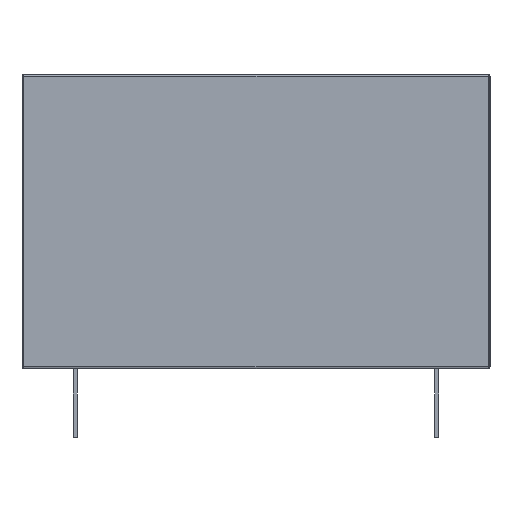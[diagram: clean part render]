
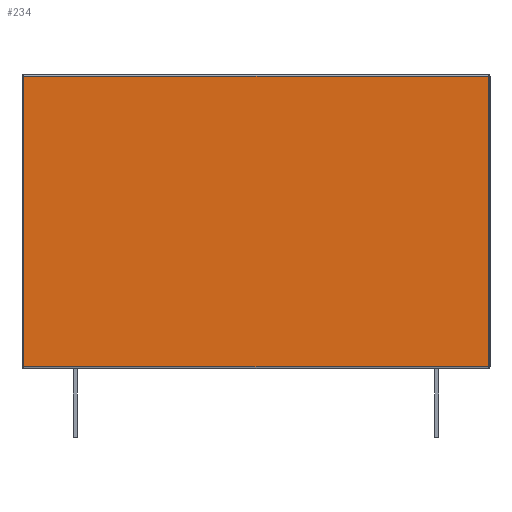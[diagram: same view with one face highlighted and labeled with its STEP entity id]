
A CAD part, left-side view. The second image highlights one B-rep face of the part: STEP entity #234.
In plain terms, the highlighted planar face has unit normal (-1, 0, 0).
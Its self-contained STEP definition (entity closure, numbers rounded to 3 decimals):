
#234 = ADVANCED_FACE( '', ( #631 ), #632, .F. );
#631 = FACE_OUTER_BOUND( '', #1218, .T. );
#632 = PLANE( '', #1219 );
#1218 = EDGE_LOOP( '', ( #1938, #1939, #1940, #1941 ) );
#1219 = AXIS2_PLACEMENT_3D( '', #1942, #1943, #1944 );
#1938 = ORIENTED_EDGE( '', *, *, #3870, .T. );
#1939 = ORIENTED_EDGE( '', *, *, #3871, .T. );
#1940 = ORIENTED_EDGE( '', *, *, #3872, .T. );
#1941 = ORIENTED_EDGE( '', *, *, #3873, .T. );
#1942 = CARTESIAN_POINT( '', ( -18.35, 13.6, 8.55 ) );
#1943 = DIRECTION( '', ( 1., 0., 0. ) );
#1944 = DIRECTION( '', ( 0., 0., -1. ) );
#3870 = EDGE_CURVE( '', #4537, #4458, #4538, .F. );
#3871 = EDGE_CURVE( '', #4458, #4539, #4540, .T. );
#3872 = EDGE_CURVE( '', #4539, #4541, #4542, .T. );
#3873 = EDGE_CURVE( '', #4541, #4537, #4543, .F. );
#4458 = VERTEX_POINT( '', #5468 );
#4537 = VERTEX_POINT( '', #5647 );
#4538 = LINE( '', #5648, #5649 );
#4539 = VERTEX_POINT( '', #5650 );
#4540 = LINE( '', #5651, #5652 );
#4541 = VERTEX_POINT( '', #5653 );
#4542 = LINE( '', #5654, #5655 );
#4543 = LINE( '', #5656, #5657 );
#5468 = CARTESIAN_POINT( '', ( -18.35, 13.5, 8.45 ) );
#5647 = CARTESIAN_POINT( '', ( -18.35, -13.5, 8.45 ) );
#5648 = CARTESIAN_POINT( '', ( -18.35, 13.6, 8.45 ) );
#5649 = VECTOR( '', #7614, 1000. );
#5650 = CARTESIAN_POINT( '', ( -18.35, 13.5, -8.45 ) );
#5651 = CARTESIAN_POINT( '', ( -18.35, 13.5, 8.55 ) );
#5652 = VECTOR( '', #7615, 1000. );
#5653 = CARTESIAN_POINT( '', ( -18.35, -13.5, -8.45 ) );
#5654 = CARTESIAN_POINT( '', ( -18.35, 13.6, -8.45 ) );
#5655 = VECTOR( '', #7616, 1000. );
#5656 = CARTESIAN_POINT( '', ( -18.35, -13.5, 8.55 ) );
#5657 = VECTOR( '', #7617, 1000. );
#7614 = DIRECTION( '', ( 0., -1., 0. ) );
#7615 = DIRECTION( '', ( 0., 0., -1. ) );
#7616 = DIRECTION( '', ( 0., -1., 0. ) );
#7617 = DIRECTION( '', ( 0., 0., -1. ) );
